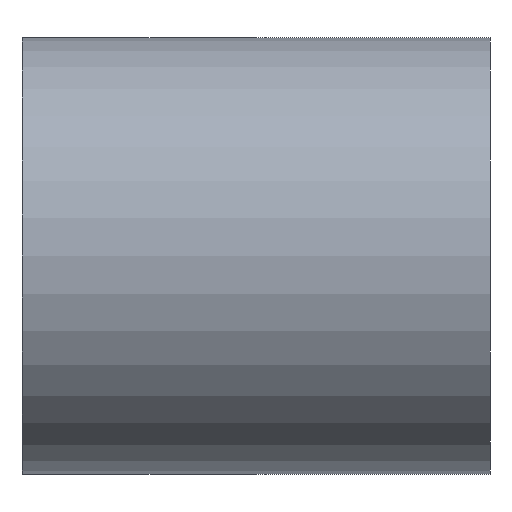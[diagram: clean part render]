
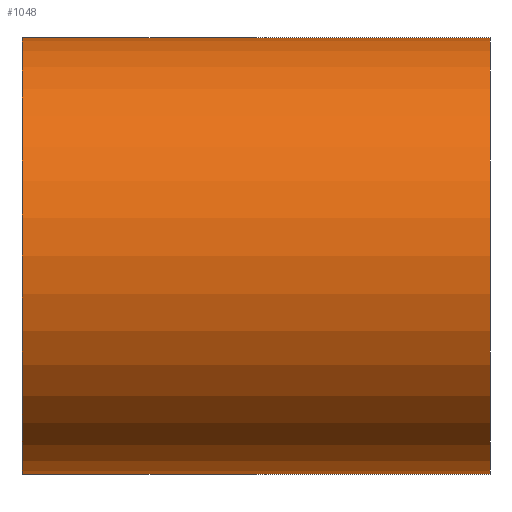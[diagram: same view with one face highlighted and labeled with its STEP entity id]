
A CAD part, left-side view. The second image highlights one B-rep face of the part: STEP entity #1048.
In plain terms, the highlighted cylindrical face has radius 7 mm (diameter 14 mm), a partial arc.
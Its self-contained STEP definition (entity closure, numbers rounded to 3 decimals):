
#107 = EDGE_LOOP ( 'NONE', ( #185, #186, #187, #183 ) ) ;
#183 = ORIENTED_EDGE ( 'NONE', *, *, #959, .F. ) ;
#185 = ORIENTED_EDGE ( 'NONE', *, *, #893, .F. ) ;
#186 = ORIENTED_EDGE ( 'NONE', *, *, #952, .F. ) ;
#187 = ORIENTED_EDGE ( 'NONE', *, *, #892, .T. ) ;
#338 = VERTEX_POINT ( 'NONE', #816 ) ;
#339 = VERTEX_POINT ( 'NONE', #800 ) ;
#353 = VERTEX_POINT ( 'NONE', #824 ) ;
#355 = VERTEX_POINT ( 'NONE', #819 ) ;
#423 = LINE ( 'NONE', #747, #605 ) ;
#424 = LINE ( 'NONE', #808, #698 ) ;
#605 = VECTOR ( 'NONE', #748, 1000. ) ;
#633 = AXIS2_PLACEMENT_3D ( 'NONE', #1257, #1258, #1259 ) ;
#666 = CIRCLE ( 'NONE', #633, 7. ) ;
#667 = AXIS2_PLACEMENT_3D ( 'NONE', #1277, #1278, #1279 ) ;
#678 = CIRCLE ( 'NONE', #667, 7. ) ;
#698 = VECTOR ( 'NONE', #837, 1000. ) ;
#747 = CARTESIAN_POINT ( 'NONE',  ( 0., 13.586, 7. ) ) ;
#748 = DIRECTION ( 'NONE',  ( 0., 1., 0. ) ) ;
#800 = CARTESIAN_POINT ( 'NONE',  ( 0., -9., 7. ) ) ;
#808 = CARTESIAN_POINT ( 'NONE',  ( 0., 13.586, -7. ) ) ;
#816 = CARTESIAN_POINT ( 'NONE',  ( 0., 6., 7. ) ) ;
#819 = CARTESIAN_POINT ( 'NONE',  ( 0., 6., -7. ) ) ;
#824 = CARTESIAN_POINT ( 'NONE',  ( 0., -9., -7. ) ) ;
#837 = DIRECTION ( 'NONE',  ( 0., 1., 0. ) ) ;
#892 = EDGE_CURVE ( 'NONE', #339, #338, #423, .T. ) ;
#893 = EDGE_CURVE ( 'NONE', #353, #355, #424, .T. ) ;
#952 = EDGE_CURVE ( 'NONE', #339, #353, #666, .T. ) ;
#959 = EDGE_CURVE ( 'NONE', #355, #338, #678, .T. ) ;
#1048 = ADVANCED_FACE ( 'NONE', ( #1393 ), #1399, .T. ) ;
#1257 = CARTESIAN_POINT ( 'NONE',  ( 0., -9., 0. ) ) ;
#1258 = DIRECTION ( 'NONE',  ( 0., -1., 0. ) ) ;
#1259 = DIRECTION ( 'NONE',  ( 0., 0., -1. ) ) ;
#1277 = CARTESIAN_POINT ( 'NONE',  ( 0., 6., 0. ) ) ;
#1278 = DIRECTION ( 'NONE',  ( 0., 1., 0. ) ) ;
#1279 = DIRECTION ( 'NONE',  ( 0., 0., 1. ) ) ;
#1393 = FACE_OUTER_BOUND ( 'NONE', #107, .T. ) ;
#1399 = CYLINDRICAL_SURFACE ( 'NONE', #2149, 7. ) ;
#1762 = CARTESIAN_POINT ( 'NONE',  ( 0., 13.586, 0. ) ) ;
#1763 = DIRECTION ( 'NONE',  ( 0., 1., 0. ) ) ;
#1764 = DIRECTION ( 'NONE',  ( 0., 0., 1. ) ) ;
#2149 = AXIS2_PLACEMENT_3D ( 'NONE', #1762, #1763, #1764 ) ;
